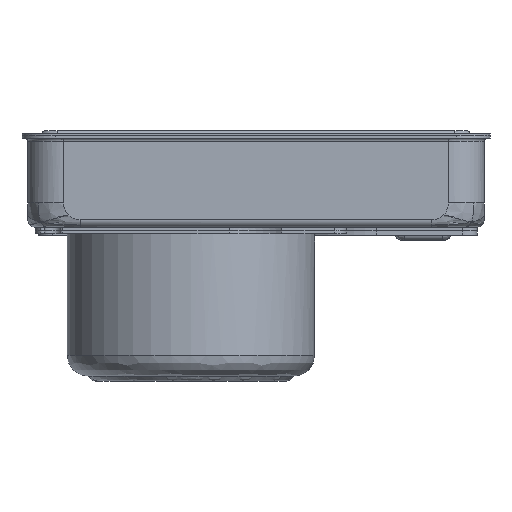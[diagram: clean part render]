
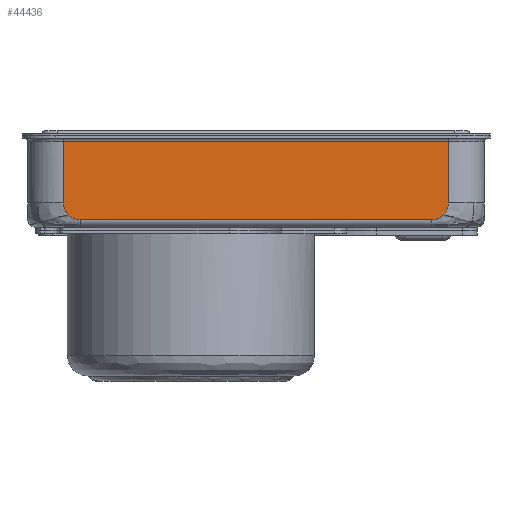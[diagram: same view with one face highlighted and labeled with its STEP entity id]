
A CAD part, left-side view. The second image highlights one B-rep face of the part: STEP entity #44436.
In plain terms, the highlighted free-form (B-spline) face has degree [1, 1] with [2, 2] control points.
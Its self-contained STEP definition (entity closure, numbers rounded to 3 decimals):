
#30533 = VERTEX_POINT('',#30534);
#30534 = CARTESIAN_POINT('',(-99.219,-50.272,-21.278)
  );
#30544 = EDGE_CURVE('',#30533,#30545,#30547,.T.);
#30545 = VERTEX_POINT('',#30546);
#30546 = CARTESIAN_POINT('',(-99.219,-47.082,-22.6));
#30547 = ( BOUNDED_CURVE() B_SPLINE_CURVE(2,(#30548,#30549,#30550),
.UNSPECIFIED.,.F.,.F.) B_SPLINE_CURVE_WITH_KNOTS((3,3),(
0.,0.785),.PIECEWISE_BEZIER_KNOTS.) CURVE() 
GEOMETRIC_REPRESENTATION_ITEM() RATIONAL_B_SPLINE_CURVE((1.,
0.924,1.)) REPRESENTATION_ITEM('') );
#30548 = CARTESIAN_POINT('',(-99.219,-50.272,-21.278)
  );
#30549 = CARTESIAN_POINT('',(-99.219,-48.951,-22.6));
#30550 = CARTESIAN_POINT('',(-99.219,-47.082,-22.6));
#31359 = VERTEX_POINT('',#31360);
#31360 = CARTESIAN_POINT('',(-99.219,50.272,-21.278)
  );
#31370 = EDGE_CURVE('',#31359,#31371,#31373,.T.);
#31371 = VERTEX_POINT('',#31372);
#31372 = CARTESIAN_POINT('',(-99.219,51.594,-18.088));
#31373 = ( BOUNDED_CURVE() B_SPLINE_CURVE(2,(#31374,#31375,#31376),
.UNSPECIFIED.,.F.,.F.) B_SPLINE_CURVE_WITH_KNOTS((3,3),(
0.,0.785),.PIECEWISE_BEZIER_KNOTS.) CURVE() 
GEOMETRIC_REPRESENTATION_ITEM() RATIONAL_B_SPLINE_CURVE((1.,
0.924,1.)) REPRESENTATION_ITEM('') );
#31374 = CARTESIAN_POINT('',(-99.219,50.272,-21.278)
  );
#31375 = CARTESIAN_POINT('',(-99.219,51.594,-19.957));
#31376 = CARTESIAN_POINT('',(-99.219,51.594,-18.088));
#43567 = VERTEX_POINT('',#43568);
#43568 = CARTESIAN_POINT('',(-99.219,51.594,-1.588));
#43603 = VERTEX_POINT('',#43604);
#43604 = CARTESIAN_POINT('',(-99.219,-51.594,-1.588));
#43618 = EDGE_CURVE('',#43567,#43603,#43619,.T.);
#43619 = B_SPLINE_CURVE_WITH_KNOTS('',1,(#43620,#43621),.UNSPECIFIED.,
  .F.,.F.,(2,2),(-8.215,2.103),.PIECEWISE_BEZIER_KNOTS.);
#43620 = CARTESIAN_POINT('',(-99.219,51.594,-1.588));
#43621 = CARTESIAN_POINT('',(-99.219,-51.594,-1.588));
#43735 = EDGE_CURVE('',#31371,#43567,#43736,.T.);
#43736 = B_SPLINE_CURVE_WITH_KNOTS('',1,(#43737,#43738),.UNSPECIFIED.,
  .F.,.F.,(2,2),(-1.729,-0.079),.PIECEWISE_BEZIER_KNOTS.);
#43737 = CARTESIAN_POINT('',(-99.219,51.594,-18.088));
#43738 = CARTESIAN_POINT('',(-99.219,51.594,-1.588));
#43973 = VERTEX_POINT('',#43974);
#43974 = CARTESIAN_POINT('',(-99.219,47.082,-22.6));
#43980 = EDGE_CURVE('',#43973,#31359,#43981,.T.);
#43981 = ( BOUNDED_CURVE() B_SPLINE_CURVE(2,(#43982,#43983,#43984),
.UNSPECIFIED.,.F.,.F.) B_SPLINE_CURVE_WITH_KNOTS((3,3),(-0.785,
0.),.PIECEWISE_BEZIER_KNOTS.) CURVE() 
GEOMETRIC_REPRESENTATION_ITEM() RATIONAL_B_SPLINE_CURVE((1.,
0.924,1.)) REPRESENTATION_ITEM('') );
#43982 = CARTESIAN_POINT('',(-99.219,47.082,-22.6));
#43983 = CARTESIAN_POINT('',(-99.219,48.951,-22.6));
#43984 = CARTESIAN_POINT('',(-99.219,50.272,-21.278)
  );
#44124 = VERTEX_POINT('',#44125);
#44125 = CARTESIAN_POINT('',(-99.219,-51.594,-18.088));
#44131 = EDGE_CURVE('',#44124,#30533,#44132,.T.);
#44132 = ( BOUNDED_CURVE() B_SPLINE_CURVE(2,(#44133,#44134,#44135),
.UNSPECIFIED.,.F.,.F.) B_SPLINE_CURVE_WITH_KNOTS((3,3),(-0.785,
0.),.PIECEWISE_BEZIER_KNOTS.) CURVE() 
GEOMETRIC_REPRESENTATION_ITEM() RATIONAL_B_SPLINE_CURVE((1.,
0.924,1.)) REPRESENTATION_ITEM('') );
#44133 = CARTESIAN_POINT('',(-99.219,-51.594,-18.088));
#44134 = CARTESIAN_POINT('',(-99.219,-51.594,-19.957));
#44135 = CARTESIAN_POINT('',(-99.219,-50.272,-21.278)
  );
#44200 = EDGE_CURVE('',#30545,#43973,#44201,.T.);
#44201 = B_SPLINE_CURVE_WITH_KNOTS('',1,(#44202,#44203),.UNSPECIFIED.,
  .F.,.F.,(2,2),(-1.652,7.764),
  .PIECEWISE_BEZIER_KNOTS.);
#44202 = CARTESIAN_POINT('',(-99.219,-47.082,-22.6));
#44203 = CARTESIAN_POINT('',(-99.219,47.082,-22.6));
#44240 = EDGE_CURVE('',#43603,#44124,#44241,.T.);
#44241 = B_SPLINE_CURVE_WITH_KNOTS('',1,(#44242,#44243),.UNSPECIFIED.,
  .F.,.F.,(2,2),(0.079,1.729),.PIECEWISE_BEZIER_KNOTS.);
#44242 = CARTESIAN_POINT('',(-99.219,-51.594,-1.588));
#44243 = CARTESIAN_POINT('',(-99.219,-51.594,-18.088));
#44436 = ADVANCED_FACE('',(#44437),#44447,.T.);
#44437 = FACE_BOUND('',#44438,.T.);
#44438 = EDGE_LOOP('',(#44439,#44440,#44441,#44442,#44443,#44444,#44445,
    #44446));
#44439 = ORIENTED_EDGE('',*,*,#43618,.F.);
#44440 = ORIENTED_EDGE('',*,*,#43735,.F.);
#44441 = ORIENTED_EDGE('',*,*,#31370,.F.);
#44442 = ORIENTED_EDGE('',*,*,#43980,.F.);
#44443 = ORIENTED_EDGE('',*,*,#44200,.F.);
#44444 = ORIENTED_EDGE('',*,*,#30544,.F.);
#44445 = ORIENTED_EDGE('',*,*,#44131,.F.);
#44446 = ORIENTED_EDGE('',*,*,#44240,.F.);
#44447 = B_SPLINE_SURFACE_WITH_KNOTS('',1,1,(
    (#44448,#44449)
    ,(#44450,#44451
    )),.UNSPECIFIED.,.F.,.F.,.F.,(2,2),(2,2),(0.952,11.272),(
    0.078,2.182),.PIECEWISE_BEZIER_KNOTS.);
#44448 = CARTESIAN_POINT('',(-99.219,-51.604,-1.578));
#44449 = CARTESIAN_POINT('',(-99.219,-51.604,-22.61));
#44450 = CARTESIAN_POINT('',(-99.219,51.604,-1.578));
#44451 = CARTESIAN_POINT('',(-99.219,51.604,-22.61));
